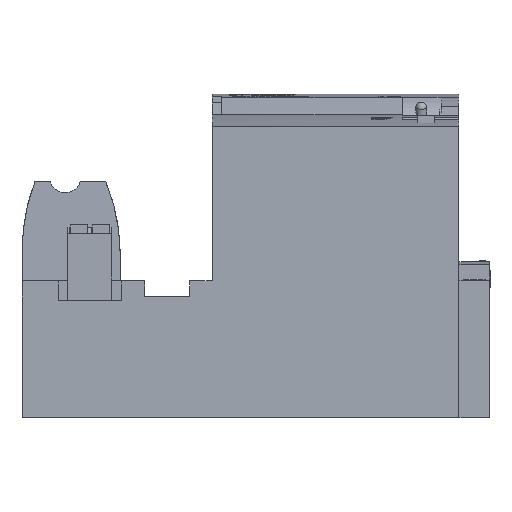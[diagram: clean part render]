
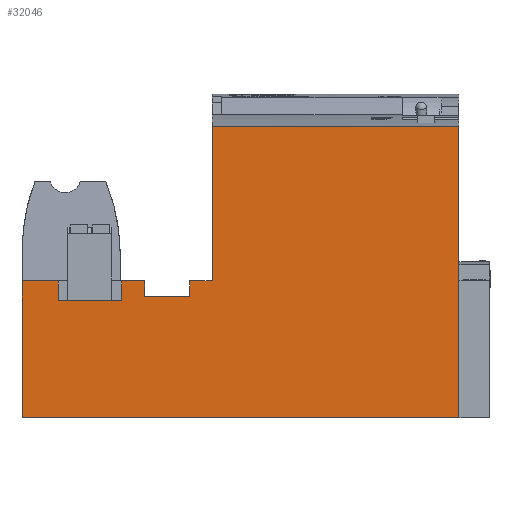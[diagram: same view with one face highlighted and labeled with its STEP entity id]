
A CAD part, front view. The second image highlights one B-rep face of the part: STEP entity #32046.
In plain terms, the highlighted planar face has unit normal (0, -1, 0).
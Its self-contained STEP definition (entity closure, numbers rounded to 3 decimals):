
#32046=ADVANCED_FACE('',(#39304),#36092,.T.);
#36092=PLANE('',#101036);
#39304=FACE_OUTER_BOUND('',#43184,.T.);
#43184=EDGE_LOOP('',(#48320,#48321,#48322,#48323,#48324,#48325,#48326,#48327,
#48328,#48329,#48330,#48331,#48332,#48333));
#48320=ORIENTED_EDGE('',*,*,#75639,.F.);
#48321=ORIENTED_EDGE('',*,*,#75640,.T.);
#48322=ORIENTED_EDGE('',*,*,#75641,.F.);
#48323=ORIENTED_EDGE('',*,*,#75642,.T.);
#48324=ORIENTED_EDGE('',*,*,#75643,.F.);
#48325=ORIENTED_EDGE('',*,*,#75644,.F.);
#48326=ORIENTED_EDGE('',*,*,#75645,.F.);
#48327=ORIENTED_EDGE('',*,*,#75646,.T.);
#48328=ORIENTED_EDGE('',*,*,#75647,.F.);
#48329=ORIENTED_EDGE('',*,*,#75648,.T.);
#48330=ORIENTED_EDGE('',*,*,#75649,.T.);
#48331=ORIENTED_EDGE('',*,*,#75605,.F.);
#48332=ORIENTED_EDGE('',*,*,#75650,.F.);
#48333=ORIENTED_EDGE('',*,*,#75651,.T.);
#68678=VERTEX_POINT('',#124002);
#68679=VERTEX_POINT('',#124004);
#68705=VERTEX_POINT('',#124074);
#68706=VERTEX_POINT('',#124075);
#68707=VERTEX_POINT('',#124077);
#68708=VERTEX_POINT('',#124079);
#68709=VERTEX_POINT('',#124081);
#68710=VERTEX_POINT('',#124083);
#68711=VERTEX_POINT('',#124085);
#68712=VERTEX_POINT('',#124087);
#68713=VERTEX_POINT('',#124089);
#68714=VERTEX_POINT('',#124091);
#68715=VERTEX_POINT('',#124093);
#68716=VERTEX_POINT('',#124096);
#75605=EDGE_CURVE('',#68678,#68679,#85816,.T.);
#75639=EDGE_CURVE('',#68705,#68706,#85845,.T.);
#75640=EDGE_CURVE('',#68705,#68707,#85846,.T.);
#75641=EDGE_CURVE('',#68708,#68707,#85847,.T.);
#75642=EDGE_CURVE('',#68708,#68709,#85848,.T.);
#75643=EDGE_CURVE('',#68710,#68709,#85849,.T.);
#75644=EDGE_CURVE('',#68711,#68710,#85850,.T.);
#75645=EDGE_CURVE('',#68712,#68711,#85851,.T.);
#75646=EDGE_CURVE('',#68712,#68713,#85852,.T.);
#75647=EDGE_CURVE('',#68714,#68713,#85853,.T.);
#75648=EDGE_CURVE('',#68714,#68715,#85854,.T.);
#75649=EDGE_CURVE('',#68715,#68679,#85855,.T.);
#75650=EDGE_CURVE('',#68716,#68678,#85856,.T.);
#75651=EDGE_CURVE('',#68716,#68706,#85857,.T.);
#85816=LINE('',#124003,#93373);
#85845=LINE('',#124073,#93402);
#85846=LINE('',#124076,#93403);
#85847=LINE('',#124078,#93404);
#85848=LINE('',#124080,#93405);
#85849=LINE('',#124082,#93406);
#85850=LINE('',#124084,#93407);
#85851=LINE('',#124086,#93408);
#85852=LINE('',#124088,#93409);
#85853=LINE('',#124090,#93410);
#85854=LINE('',#124092,#93411);
#85855=LINE('',#124094,#93412);
#85856=LINE('',#124095,#93413);
#85857=LINE('',#124097,#93414);
#93373=VECTOR('',#106158,1.);
#93402=VECTOR('',#106209,1.);
#93403=VECTOR('',#106210,1.);
#93404=VECTOR('',#106211,1.);
#93405=VECTOR('',#106212,1.);
#93406=VECTOR('',#106213,1.);
#93407=VECTOR('',#106214,1.);
#93408=VECTOR('',#106215,1.);
#93409=VECTOR('',#106216,1.);
#93410=VECTOR('',#106217,1.);
#93411=VECTOR('',#106218,1.);
#93412=VECTOR('',#106219,1.);
#93413=VECTOR('',#106220,1.);
#93414=VECTOR('',#106221,1.);
#101036=AXIS2_PLACEMENT_3D('',#124098,#106222,#106223);
#106158=DIRECTION('',(0.,0.,-1.));
#106209=DIRECTION('',(1.,0.,0.));
#106210=DIRECTION('',(0.,0.,-1.));
#106211=DIRECTION('',(1.,0.,0.));
#106212=DIRECTION('',(0.,0.,1.));
#106213=DIRECTION('',(1.,0.,0.));
#106214=DIRECTION('',(0.,0.,1.));
#106215=DIRECTION('',(1.,0.,0.));
#106216=DIRECTION('',(0.,0.,1.));
#106217=DIRECTION('',(1.,0.,0.));
#106218=DIRECTION('',(0.,0.,-1.));
#106219=DIRECTION('',(1.,0.,0.));
#106220=DIRECTION('',(1.,0.,0.));
#106221=DIRECTION('',(0.,0.,-1.));
#106222=DIRECTION('',(0.,-1.,0.));
#106223=DIRECTION('',(0.,0.,-1.));
#124002=CARTESIAN_POINT('',(0.,-76.6,59.596));
#124003=CARTESIAN_POINT('',(0.,-76.6,12.2));
#124004=CARTESIAN_POINT('',(0.,-76.6,-7.));
#124073=CARTESIAN_POINT('',(-81.,-76.6,24.3));
#124074=CARTESIAN_POINT('',(-61.6,-76.6,24.3));
#124075=CARTESIAN_POINT('',(-56.499,-76.6,24.3));
#124076=CARTESIAN_POINT('',(-61.6,-76.6,12.2));
#124077=CARTESIAN_POINT('',(-61.6,-76.6,20.8));
#124078=CARTESIAN_POINT('',(-100.,-76.6,20.8));
#124079=CARTESIAN_POINT('',(-71.9,-76.6,20.8));
#124080=CARTESIAN_POINT('',(-71.9,-76.6,12.2));
#124081=CARTESIAN_POINT('',(-71.9,-76.6,24.3));
#124082=CARTESIAN_POINT('',(-81.,-76.6,24.3));
#124083=CARTESIAN_POINT('',(-77.2,-76.6,24.3));
#124084=CARTESIAN_POINT('',(-77.2,-76.6,19.8));
#124085=CARTESIAN_POINT('',(-77.2,-76.6,19.8));
#124086=CARTESIAN_POINT('',(-91.75,-76.6,19.8));
#124087=CARTESIAN_POINT('',(-91.75,-76.6,19.8));
#124088=CARTESIAN_POINT('',(-91.75,-76.6,19.8));
#124089=CARTESIAN_POINT('',(-91.75,-76.6,24.3));
#124090=CARTESIAN_POINT('',(-81.,-76.6,24.3));
#124091=CARTESIAN_POINT('',(-100.,-76.6,24.3));
#124092=CARTESIAN_POINT('',(-100.,-76.6,12.2));
#124093=CARTESIAN_POINT('',(-100.,-76.6,-7.));
#124094=CARTESIAN_POINT('',(-100.,-76.6,-7.));
#124095=CARTESIAN_POINT('',(-56.499,-76.6,59.596));
#124096=CARTESIAN_POINT('',(-56.499,-76.6,59.596));
#124097=CARTESIAN_POINT('',(-56.499,-76.6,59.596));
#124098=CARTESIAN_POINT('',(-100.,-76.6,12.2));
